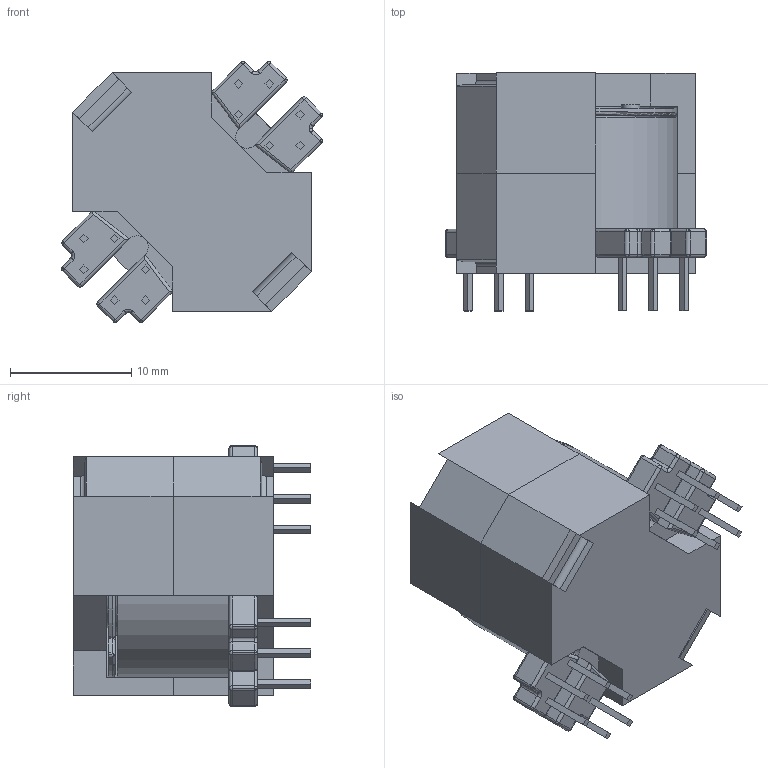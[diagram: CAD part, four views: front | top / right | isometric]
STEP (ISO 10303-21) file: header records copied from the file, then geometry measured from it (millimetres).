
FILE_DESCRIPTION (( 'STEP AP214' ), '1' );
FILE_NAME ('RM8_2255_0050_no-clips.STEP', '2021-08-10T14:17:30', ( '' ), ( '' ), 'SwSTEP 2.0', 'SolidWorks 2017', '' );
FILE_SCHEMA (( 'AUTOMOTIVE_DESIGN' ));
Length unit declared in the file: millimetre
Products named in the file (4): 150-2623_6A; 070-2255_6T; RM8_2255_0050_no-clips; 070-2255_coil
Assembly tree (4 placements, depth 2):
  RM8_2255_0050_no-clips
    070-2255_6T
    070-2255_coil
    150-2623_6A  x2
Bounding box: 21.52 x 19.59 x 21.52 mm (x, y, z)
Volume: 4727.5 mm3; surface area: 5267.8 mm2
Topology: 4 solids, 4 shells, 317 faces, 777 edges, 485 vertices
Faces by surface type: plane 157, cylinder 104, torus 56
Entity records: 9068 total; most frequent: CARTESIAN_POINT 1520, DIRECTION 1489, ORIENTED_EDGE 1364, EDGE_CURVE 682, AXIS2_PLACEMENT_3D 544, VERTEX_POINT 423, LINE 401, VECTOR 401
